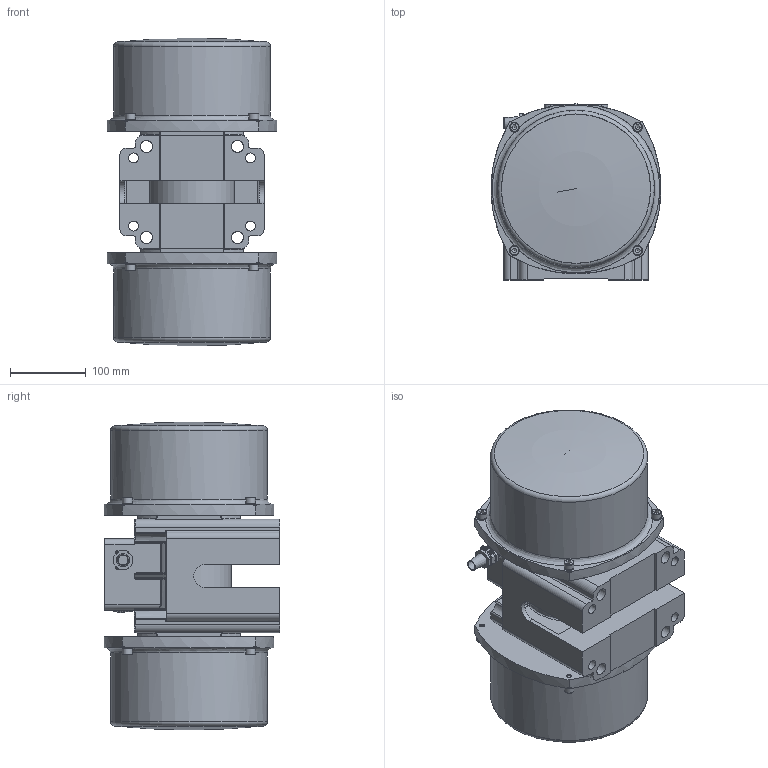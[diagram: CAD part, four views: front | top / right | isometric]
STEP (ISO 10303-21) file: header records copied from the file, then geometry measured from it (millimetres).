
FILE_DESCRIPTION((''),'2;1');
FILE_NAME('A31_50_4_031001.stp','2012-04-30T12:23:39',('Doris'),(''),'Autodesk Inventor 2008','Autodesk Inventor 2008','');
FILE_SCHEMA(('AUTOMOTIVE_DESIGN { 1 0 10303 214 1 1 1 1 }'));
Length unit declared in the file: millimetre
Products named in the file (1): A31_50_4_031001
Bounding box: 224 x 232 x 406 mm (x, y, z)
Volume: 3981937.3 mm3; surface area: 1045015.1 mm2
Topology: 1 solids, 15 shells, 1105 faces, 2791 edges, 1730 vertices
Faces by surface type: plane 408, bspline 295, cylinder 291, cone 74, torus 23, sphere 14
Full cylindrical faces by diameter (mm): 2.729 x2, 3 x2, 6 x4, 7 x4, 8 x8, 8.4 x8, 11.34 x4, 13 x16, 16.5 x1, 20 x2, 23.8 x3, 26 x1, 30.6 x2, 65 x2, 72 x2, 96 x3, 101.2 x2, 194 x2, 198 x2, 204 x2, 207 x2
Entity records: 39125 total; most frequent: CARTESIAN_POINT 14514, DIRECTION 4780, ORIENTED_EDGE 4624, EDGE_CURVE 2312, AXIS2_PLACEMENT_3D 1933, VERTEX_POINT 1572, EDGE_LOOP 1538, FACE_OUTER_BOUND 1105
